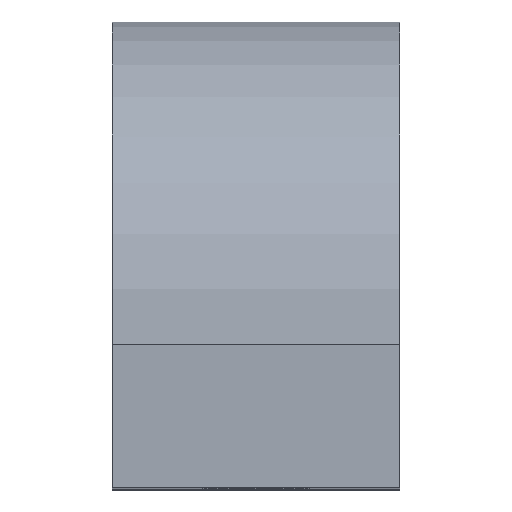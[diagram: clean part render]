
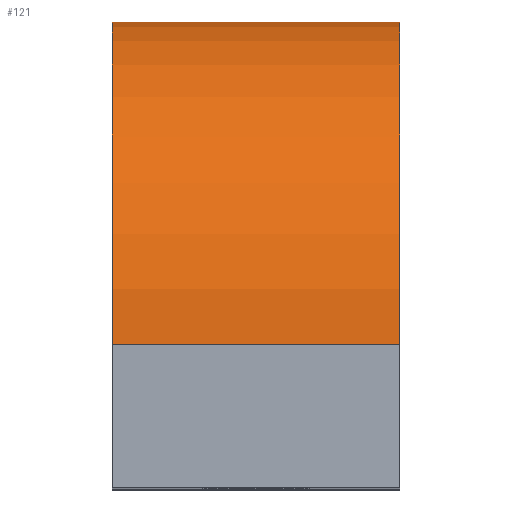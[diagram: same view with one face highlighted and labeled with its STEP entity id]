
A CAD part, top view. The second image highlights one B-rep face of the part: STEP entity #121.
In plain terms, the highlighted cylindrical face has radius 9 mm (diameter 18 mm), a partial arc.
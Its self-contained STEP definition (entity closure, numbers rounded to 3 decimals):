
#3 = CARTESIAN_POINT ( 'NONE',  ( 8., 0.5, -9. ) ) ;
#84 = VERTEX_POINT ( 'NONE', #317 ) ;
#100 = CARTESIAN_POINT ( 'NONE',  ( 0., 0.5, 0. ) ) ;
#113 = FACE_OUTER_BOUND ( 'NONE', #399, .T. ) ;
#121 = ADVANCED_FACE ( 'NONE', ( #113 ), #327, .T. ) ;
#123 = ORIENTED_EDGE ( 'NONE', *, *, #430, .T. ) ;
#158 = ORIENTED_EDGE ( 'NONE', *, *, #226, .F. ) ;
#162 = VERTEX_POINT ( 'NONE', #283 ) ;
#171 = CARTESIAN_POINT ( 'NONE',  ( 0., 0.5, -9. ) ) ;
#187 = DIRECTION ( 'NONE',  ( 0., 0., 1. ) ) ;
#202 = VERTEX_POINT ( 'NONE', #3 ) ;
#207 = CIRCLE ( 'NONE', #225, 9. ) ;
#218 = VERTEX_POINT ( 'NONE', #171 ) ;
#220 = EDGE_CURVE ( 'NONE', #84, #162, #423, .T. ) ;
#225 = AXIS2_PLACEMENT_3D ( 'NONE', #297, #291, #301 ) ;
#226 = EDGE_CURVE ( 'NONE', #202, #84, #207, .T. ) ;
#242 = ORIENTED_EDGE ( 'NONE', *, *, #393, .T. ) ;
#269 = CARTESIAN_POINT ( 'NONE',  ( 8., 0.5, -9. ) ) ;
#272 = DIRECTION ( 'NONE',  ( 1., 0., 0. ) ) ;
#277 = VECTOR ( 'NONE', #390, 1000. ) ;
#283 = CARTESIAN_POINT ( 'NONE',  ( 0., 0.5, 9. ) ) ;
#291 = DIRECTION ( 'NONE',  ( 1., 0., 0. ) ) ;
#297 = CARTESIAN_POINT ( 'NONE',  ( 8., 0.5, 0. ) ) ;
#301 = DIRECTION ( 'NONE',  ( 0., 0., 1. ) ) ;
#307 = LINE ( 'NONE', #269, #277 ) ;
#315 = VECTOR ( 'NONE', #463, 1000. ) ;
#317 = CARTESIAN_POINT ( 'NONE',  ( 8., 0.5, 9. ) ) ;
#327 = CYLINDRICAL_SURFACE ( 'NONE', #514, 9. ) ;
#390 = DIRECTION ( 'NONE',  ( -1., 0., 0. ) ) ;
#393 = EDGE_CURVE ( 'NONE', #218, #162, #458, .T. ) ;
#399 = EDGE_LOOP ( 'NONE', ( #242, #421, #158, #123 ) ) ;
#413 = CARTESIAN_POINT ( 'NONE',  ( 8., 0.5, 0. ) ) ;
#421 = ORIENTED_EDGE ( 'NONE', *, *, #220, .F. ) ;
#423 = LINE ( 'NONE', #468, #315 ) ;
#430 = EDGE_CURVE ( 'NONE', #202, #218, #307, .T. ) ;
#456 = DIRECTION ( 'NONE',  ( 0., 0., 1. ) ) ;
#458 = CIRCLE ( 'NONE', #523, 9. ) ;
#463 = DIRECTION ( 'NONE',  ( -1., 0., 0. ) ) ;
#468 = CARTESIAN_POINT ( 'NONE',  ( 8., 0.5, 9. ) ) ;
#514 = AXIS2_PLACEMENT_3D ( 'NONE', #413, #542, #456 ) ;
#523 = AXIS2_PLACEMENT_3D ( 'NONE', #100, #272, #187 ) ;
#542 = DIRECTION ( 'NONE',  ( -1., 0., 0. ) ) ;
